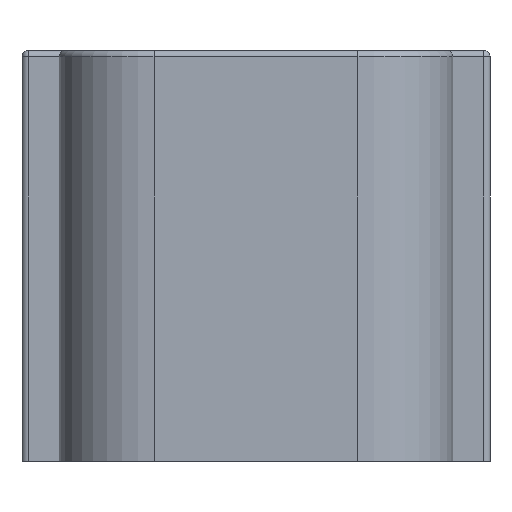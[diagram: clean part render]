
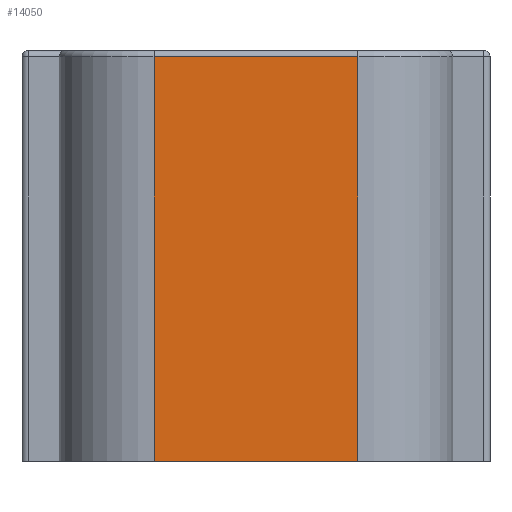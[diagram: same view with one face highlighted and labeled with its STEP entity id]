
A CAD part, front view. The second image highlights one B-rep face of the part: STEP entity #14050.
In plain terms, the highlighted planar face has unit normal (0, -1, 0).
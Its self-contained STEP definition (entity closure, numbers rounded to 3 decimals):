
#6560=CARTESIAN_POINT('',(-4.095,-6.25,
-0.25));
#6570=VERTEX_POINT('',#6560);
#6780=CARTESIAN_POINT('',(-4.095,-6.25,-0.25));
#6790=DIRECTION('',(0.,0.,-1.));
#6800=VECTOR('',#6790,1.);
#6810=LINE('',#6780,#6800);
#6820=CARTESIAN_POINT('',(-4.095,-6.25,-16.5));
#6830=VERTEX_POINT('',#6820);
#6840=EDGE_CURVE('',#6570,#6830,#6810,.T.);
#8060=CARTESIAN_POINT('',(0.,-6.25,-16.5))
;
#8070=DIRECTION('',(1.,0.,0.));
#8080=VECTOR('',#8070,1.);
#8090=LINE('',#8060,#8080);
#8100=CARTESIAN_POINT('',(4.095,-6.25,-16.5));
#8110=VERTEX_POINT('',#8100);
#8120=EDGE_CURVE('',#6830,#8110,#8090,.T.);
#13820=CARTESIAN_POINT('',(-9.225,-6.25,-0.2));
#13830=DIRECTION('',(0.,-1.,0.));
#13840=DIRECTION('',(1.,0.,0.));
#13850=AXIS2_PLACEMENT_3D('',#13820,#13830,#13840);
#13860=PLANE('',#13850);
#13870=CARTESIAN_POINT('',(9.175,-6.25,-0.25));
#13880=DIRECTION('',(-1.,0.,0.));
#13890=VECTOR('',#13880,1.);
#13900=LINE('',#13870,#13890);
#13910=CARTESIAN_POINT('',(4.095,-6.25,
-0.25));
#13920=VERTEX_POINT('',#13910);
#13930=EDGE_CURVE('',#13920,#6570,#13900,.T.);
#13940=ORIENTED_EDGE('',*,*,#13930,.T.);
#13950=CARTESIAN_POINT('',(4.095,-6.25,-0.25));
#13960=DIRECTION('',(0.,0.,-1.));
#13970=VECTOR('',#13960,1.);
#13980=LINE('',#13950,#13970);
#13990=EDGE_CURVE('',#13920,#8110,#13980,.T.);
#14000=ORIENTED_EDGE('',*,*,#13990,.F.);
#14010=ORIENTED_EDGE('',*,*,#8120,.T.);
#14020=ORIENTED_EDGE('',*,*,#6840,.T.);
#14030=EDGE_LOOP('',(#14020,#14010,#14000,#13940));
#14040=FACE_OUTER_BOUND('',#14030,.T.);
#14050=ADVANCED_FACE('',(#14040),#13860,.T.);
